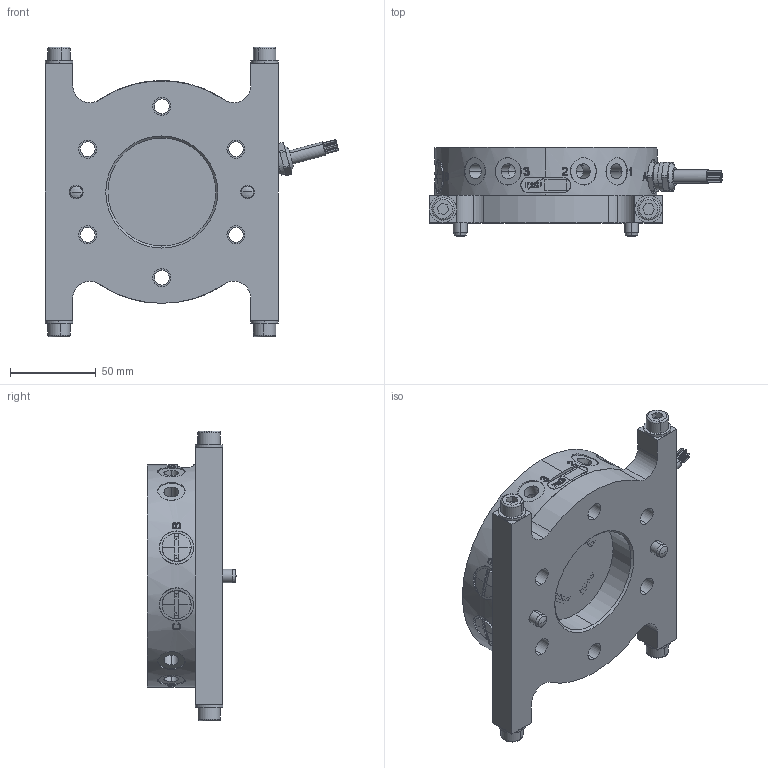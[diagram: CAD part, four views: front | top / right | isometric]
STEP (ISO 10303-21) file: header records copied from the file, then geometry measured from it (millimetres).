
FILE_DESCRIPTION (( 'STEP AP203' ), '1' );
FILE_NAME ('P0404.STEP', '2018-11-28T08:56:50', ( '' ), ( '' ), 'SwSTEP 2.0', 'SolidWorks 2017', '' );
FILE_SCHEMA (( 'CONFIG_CONTROL_DESIGN' ));
Length unit declared in the file: millimetre
Products named in the file (1): P0404
Bounding box: 171.25 x 52 x 169.2 mm (x, y, z)
Volume: 481749.3 mm3; surface area: 140610.4 mm2
Topology: 24 solids, 24 shells, 1829 faces, 4566 edges, 2987 vertices
Faces by surface type: plane 762, cylinder 641, bspline 320, cone 73, torus 17, sphere 16
Entity records: 72172 total; most frequent: CARTESIAN_POINT 29468, ORIENTED_EDGE 9060, DIRECTION 8149, EDGE_CURVE 4530, VERTEX_POINT 2979, AXIS2_PLACEMENT_3D 2856, VECTOR 2437, LINE 2437
